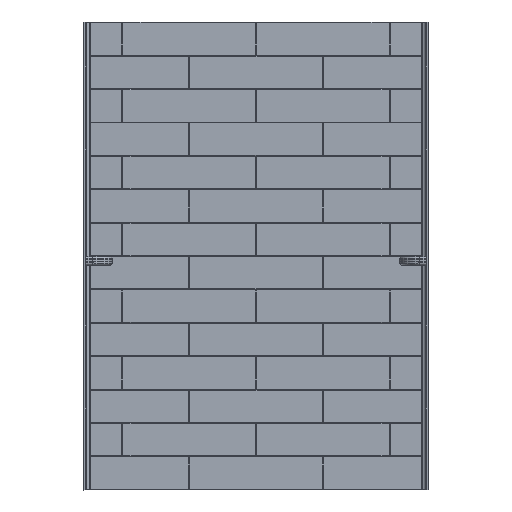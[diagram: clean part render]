
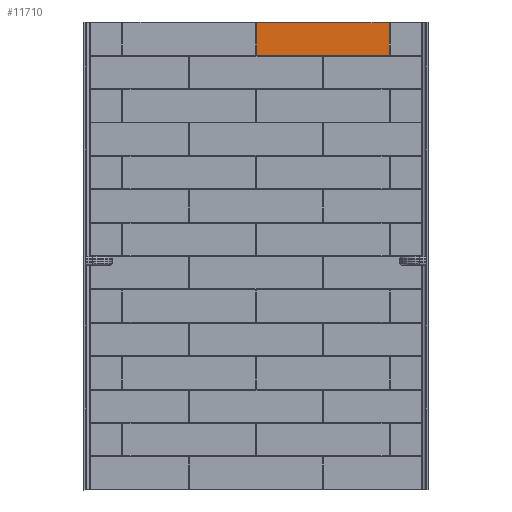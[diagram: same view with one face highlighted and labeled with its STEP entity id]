
A CAD part, top view. The second image highlights one B-rep face of the part: STEP entity #11710.
In plain terms, the highlighted planar face has unit normal (0, 0, 1).
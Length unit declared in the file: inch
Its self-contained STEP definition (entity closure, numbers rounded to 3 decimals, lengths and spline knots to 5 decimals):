
#297 = CARTESIAN_POINT ( 'NONE',  ( 42.09279, -0.08478, 0.1875 ) ) ;
#953 = VERTEX_POINT ( 'NONE', #139648 ) ;
#7446 = ORIENTED_EDGE ( 'NONE', *, *, #38263, .F. ) ;
#11668 = CARTESIAN_POINT ( 'NONE',  ( 42.0882, -23.91308, 0.1875 ) ) ;
#11710 = ADVANCED_FACE ( 'NONE', ( #102378 ), #115247, .T. ) ;
#11995 = ORIENTED_EDGE ( 'NONE', *, *, #95660, .T. ) ;
#15151 = VECTOR ( 'NONE', #87207, 39.37008 ) ;
#16888 = AXIS2_PLACEMENT_3D ( 'NONE', #35688, #23565, #36424 ) ;
#17514 = CARTESIAN_POINT ( 'NONE',  ( 42.08478, 0., 0.1875 ) ) ;
#22269 = CARTESIAN_POINT ( 'NONE',  ( 42.08485, -0.0932, 0.1875 ) ) ;
#23019 = CARTESIAN_POINT ( 'NONE',  ( 42.0945, -23.91522, 0.1875 ) ) ;
#23256 = ORIENTED_EDGE ( 'NONE', *, *, #43437, .T. ) ;
#23565 = DIRECTION ( 'NONE',  ( 0., 0., 1. ) ) ;
#24495 = CARTESIAN_POINT ( 'NONE',  ( 42.08814, -0.08697, 0.1875 ) ) ;
#24502 = CARTESIAN_POINT ( 'NONE',  ( 42.09386, -23.91522, 0.1875 ) ) ;
#28308 = CARTESIAN_POINT ( 'NONE',  ( 0., -23.91522, 0.1875 ) ) ;
#29633 = LINE ( 'NONE', #17514, #15151 ) ;
#35688 = CARTESIAN_POINT ( 'NONE',  ( 0., 0., 0.1875 ) ) ;
#35894 = CARTESIAN_POINT ( 'NONE',  ( 42.08697, -23.91187, 0.1875 ) ) ;
#36424 = DIRECTION ( 'NONE',  ( 1., 0., 0. ) ) ;
#36628 = CARTESIAN_POINT ( 'NONE',  ( 42.08692, -0.08819, 0.1875 ) ) ;
#38263 = EDGE_CURVE ( 'NONE', #102910, #147061, #134346, .T. ) ;
#40125 = VECTOR ( 'NONE', #73640, 39.37008 ) ;
#43437 = EDGE_CURVE ( 'NONE', #88515, #103152, #141268, .T. ) ;
#44892 = CARTESIAN_POINT ( 'NONE',  ( 42.0945, -23.91522, 0.1875 ) ) ;
#45040 = CARTESIAN_POINT ( 'NONE',  ( 42.08478, -0.09385, 0.1875 ) ) ;
#48021 = CARTESIAN_POINT ( 'NONE',  ( 42.08478, -0.0945, 0.1875 ) ) ;
#57165 = CARTESIAN_POINT ( 'NONE',  ( 42.0932, -23.91515, 0.1875 ) ) ;
#57888 = ORIENTED_EDGE ( 'NONE', *, *, #111611, .F. ) ;
#60197 = DIRECTION ( 'NONE',  ( 1., 0., 0. ) ) ;
#65493 = VECTOR ( 'NONE', #60197, 39.37008 ) ;
#66765 = VERTEX_POINT ( 'NONE', #108194 ) ;
#67905 = EDGE_LOOP ( 'NONE', ( #7446, #11995, #110741, #23256, #57888, #140630 ) ) ;
#68512 = CARTESIAN_POINT ( 'NONE',  ( 42.0945, -0.08478, 0.1875 ) ) ;
#69275 = CARTESIAN_POINT ( 'NONE',  ( 42.09055, -23.91444, 0.1875 ) ) ;
#70752 = CARTESIAN_POINT ( 'NONE',  ( 42.08556, -0.09055, 0.1875 ) ) ;
#73640 = DIRECTION ( 'NONE',  ( 0., -1., 0. ) ) ;
#75690 = EDGE_CURVE ( 'NONE', #66765, #147061, #119967, .T. ) ;
#79862 = CARTESIAN_POINT ( 'NONE',  ( 42.08478, -23.90721, 0.1875 ) ) ;
#87207 = DIRECTION ( 'NONE',  ( 0., -1., 0. ) ) ;
#87342 = EDGE_CURVE ( 'NONE', #88515, #953, #103728, .T. ) ;
#88515 = VERTEX_POINT ( 'NONE', #44892 ) ;
#95660 = EDGE_CURVE ( 'NONE', #102910, #953, #29633, .T. ) ;
#96490 = CARTESIAN_POINT ( 'NONE',  ( 0., -0.08478, 0.1875 ) ) ;
#98627 = LINE ( 'NONE', #144846, #40125 ) ;
#102378 = FACE_OUTER_BOUND ( 'NONE', #67905, .T. ) ;
#102910 = VERTEX_POINT ( 'NONE', #147955 ) ;
#103152 = VERTEX_POINT ( 'NONE', #114571 ) ;
#103360 = CARTESIAN_POINT ( 'NONE',  ( 42.09153, -23.91481, 0.1875 ) ) ;
#103728 = B_SPLINE_CURVE_WITH_KNOTS ( 'NONE', 3,
 ( #23019, #24502, #57165, #103360, #69275, #11668, #35894, #104094, #79862, #116194 ),
 .UNSPECIFIED., .F., .F.,
 ( 4, 2, 2, 2, 4 ),
 ( 0., 0.12821, 0.33333, 0.66154, 1. ),
 .UNSPECIFIED. ) ;
#104094 = CARTESIAN_POINT ( 'NONE',  ( 42.08525, -23.90894, 0.1875 ) ) ;
#108194 = CARTESIAN_POINT ( 'NONE',  ( 47.96201, -0.08478, 0.1875 ) ) ;
#110741 = ORIENTED_EDGE ( 'NONE', *, *, #87342, .F. ) ;
#111611 = EDGE_CURVE ( 'NONE', #66765, #103152, #98627, .T. ) ;
#113949 = CARTESIAN_POINT ( 'NONE',  ( 42.09107, -0.08525, 0.1875 ) ) ;
#114272 = VECTOR ( 'NONE', #131375, 39.37008 ) ;
#114571 = CARTESIAN_POINT ( 'NONE',  ( 47.96201, -23.91522, 0.1875 ) ) ;
#114706 = CARTESIAN_POINT ( 'NONE',  ( 42.08519, -0.09153, 0.1875 ) ) ;
#115247 = PLANE ( 'NONE',  #16888 ) ;
#116194 = CARTESIAN_POINT ( 'NONE',  ( 42.08478, -23.9055, 0.1875 ) ) ;
#119967 = LINE ( 'NONE', #96490, #114272 ) ;
#131375 = DIRECTION ( 'NONE',  ( -1., 0., 0. ) ) ;
#134346 = B_SPLINE_CURVE_WITH_KNOTS ( 'NONE', 3,
 ( #48021, #45040, #22269, #114706, #70752, #36628, #24495, #113949, #297, #68512 ),
 .UNSPECIFIED., .F., .F.,
 ( 4, 2, 2, 2, 4 ),
 ( 0., 0.12821, 0.33333, 0.66154, 1. ),
 .UNSPECIFIED. ) ;
#139648 = CARTESIAN_POINT ( 'NONE',  ( 42.08478, -23.9055, 0.1875 ) ) ;
#140630 = ORIENTED_EDGE ( 'NONE', *, *, #75690, .T. ) ;
#141072 = CARTESIAN_POINT ( 'NONE',  ( 42.0945, -0.08478, 0.1875 ) ) ;
#141268 = LINE ( 'NONE', #28308, #65493 ) ;
#144846 = CARTESIAN_POINT ( 'NONE',  ( 47.96201, 0., 0.1875 ) ) ;
#147061 = VERTEX_POINT ( 'NONE', #141072 ) ;
#147955 = CARTESIAN_POINT ( 'NONE',  ( 42.08478, -0.0945, 0.1875 ) ) ;
